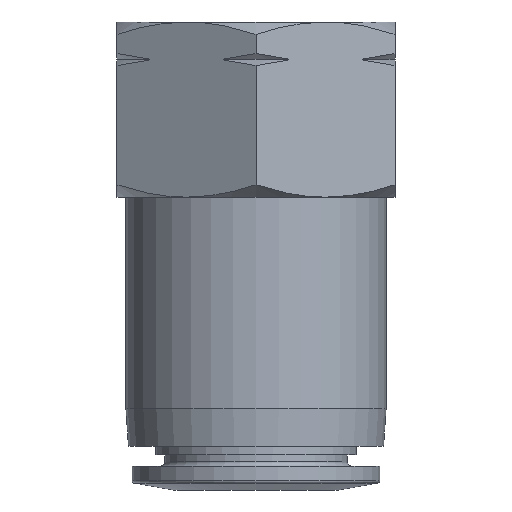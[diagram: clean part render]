
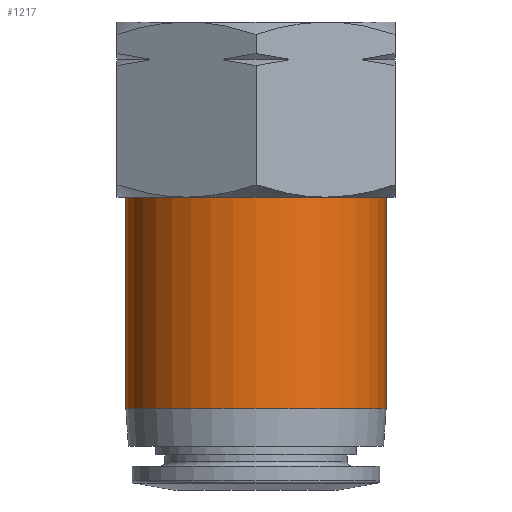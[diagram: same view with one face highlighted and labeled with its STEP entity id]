
A CAD part, front view. The second image highlights one B-rep face of the part: STEP entity #1217.
In plain terms, the highlighted cylindrical face has radius 10.4 mm (diameter 20.8 mm), a full revolution.
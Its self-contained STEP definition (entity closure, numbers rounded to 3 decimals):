
#85=CYLINDRICAL_SURFACE('',#1295,10.4);
#111=CIRCLE('',#1294,10.4);
#112=CIRCLE('',#1296,10.4);
#192=ORIENTED_EDGE('',*,*,#412,.F.);
#193=ORIENTED_EDGE('',*,*,#411,.T.);
#411=EDGE_CURVE('',#515,#515,#111,.T.);
#412=EDGE_CURVE('',#516,#516,#112,.T.);
#515=VERTEX_POINT('',#1748);
#516=VERTEX_POINT('',#1751);
#634=EDGE_LOOP('',(#192));
#635=EDGE_LOOP('',(#193));
#712=FACE_BOUND('',#634,.T.);
#713=FACE_BOUND('',#635,.T.);
#1217=ADVANCED_FACE('',(#712,#713),#85,.T.);
#1294=AXIS2_PLACEMENT_3D('',#1747,#1427,#1428);
#1295=AXIS2_PLACEMENT_3D('',#1749,#1429,#1430);
#1296=AXIS2_PLACEMENT_3D('',#1750,#1431,#1432);
#1427=DIRECTION('',(0.,0.,-1.));
#1428=DIRECTION('',(-1.,0.,0.));
#1429=DIRECTION('',(0.,0.,-1.));
#1430=DIRECTION('',(-1.,0.,0.));
#1431=DIRECTION('',(0.,0.,-1.));
#1432=DIRECTION('',(-1.,0.,0.));
#1747=CARTESIAN_POINT('',(0.,0.,23.4));
#1748=CARTESIAN_POINT('',(-10.4,0.,23.4));
#1749=CARTESIAN_POINT('',(0.,0.,0.));
#1750=CARTESIAN_POINT('',(0.,0.,6.5));
#1751=CARTESIAN_POINT('',(-10.4,0.,6.5));
